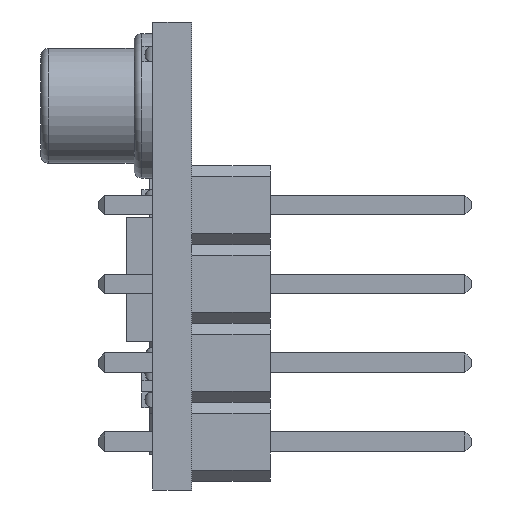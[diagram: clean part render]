
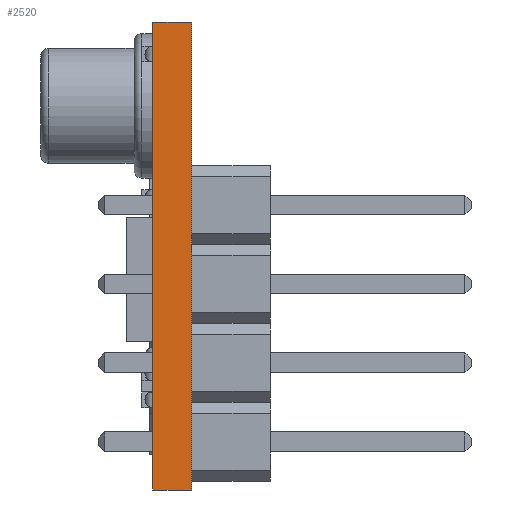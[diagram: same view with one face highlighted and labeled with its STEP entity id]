
A CAD part, left-side view. The second image highlights one B-rep face of the part: STEP entity #2520.
In plain terms, the highlighted planar face has unit normal (-1, 0, 0).
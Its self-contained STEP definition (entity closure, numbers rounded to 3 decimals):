
#451 = DIRECTION ( 'NONE',  ( 0., -1., 0. ) ) ;
#549 = CARTESIAN_POINT ( 'NONE',  ( -99.99, 1.25, 83.985 ) ) ;
#901 = CARTESIAN_POINT ( 'NONE',  ( -99.99, 1.25, 68.922 ) ) ;
#1128 = CARTESIAN_POINT ( 'NONE',  ( -99.99, 1.25, 83.985 ) ) ;
#1248 = LINE ( 'NONE', #5241, #8182 ) ;
#1445 = ORIENTED_EDGE ( 'NONE', *, *, #6235, .T. ) ;
#1483 = VERTEX_POINT ( 'NONE', #1128 ) ;
#1961 = EDGE_CURVE ( 'NONE', #1483, #10749, #2836, .T. ) ;
#2520 = ADVANCED_FACE ( 'NONE', ( #6264 ), #2791, .F. ) ;
#2624 = ORIENTED_EDGE ( 'NONE', *, *, #8703, .F. ) ;
#2791 = PLANE ( 'NONE',  #7564 ) ;
#2836 = LINE ( 'NONE', #549, #8418 ) ;
#3051 = DIRECTION ( 'NONE',  ( 0., -1., 0. ) ) ;
#4129 = VERTEX_POINT ( 'NONE', #9257 ) ;
#4496 = DIRECTION ( 'NONE',  ( 0., 0., -1. ) ) ;
#5241 = CARTESIAN_POINT ( 'NONE',  ( -99.99, 0., 68.922 ) ) ;
#5444 = VECTOR ( 'NONE', #6337, 1000. ) ;
#5785 = LINE ( 'NONE', #8150, #6467 ) ;
#6228 = EDGE_LOOP ( 'NONE', ( #9491, #6782, #2624, #1445 ) ) ;
#6235 = EDGE_CURVE ( 'NONE', #9804, #4129, #5785, .T. ) ;
#6264 = FACE_OUTER_BOUND ( 'NONE', #6228, .T. ) ;
#6337 = DIRECTION ( 'NONE',  ( 0., 0., 1. ) ) ;
#6381 = DIRECTION ( 'NONE',  ( 1., 0., 0. ) ) ;
#6467 = VECTOR ( 'NONE', #451, 1000. ) ;
#6567 = CARTESIAN_POINT ( 'NONE',  ( -99.99, 0., 83.985 ) ) ;
#6712 = EDGE_CURVE ( 'NONE', #4129, #10749, #1248, .T. ) ;
#6782 = ORIENTED_EDGE ( 'NONE', *, *, #1961, .F. ) ;
#7003 = DIRECTION ( 'NONE',  ( 0., 0., 1. ) ) ;
#7564 = AXIS2_PLACEMENT_3D ( 'NONE', #8750, #6381, #4496 ) ;
#8150 = CARTESIAN_POINT ( 'NONE',  ( -99.99, 1.25, 68.922 ) ) ;
#8182 = VECTOR ( 'NONE', #7003, 1000. ) ;
#8418 = VECTOR ( 'NONE', #3051, 1000. ) ;
#8703 = EDGE_CURVE ( 'NONE', #9804, #1483, #9728, .T. ) ;
#8750 = CARTESIAN_POINT ( 'NONE',  ( -99.99, 1.25, 68.922 ) ) ;
#9257 = CARTESIAN_POINT ( 'NONE',  ( -99.99, 0., 68.922 ) ) ;
#9491 = ORIENTED_EDGE ( 'NONE', *, *, #6712, .T. ) ;
#9728 = LINE ( 'NONE', #10629, #5444 ) ;
#9804 = VERTEX_POINT ( 'NONE', #901 ) ;
#10629 = CARTESIAN_POINT ( 'NONE',  ( -99.99, 1.25, 68.922 ) ) ;
#10749 = VERTEX_POINT ( 'NONE', #6567 ) ;
